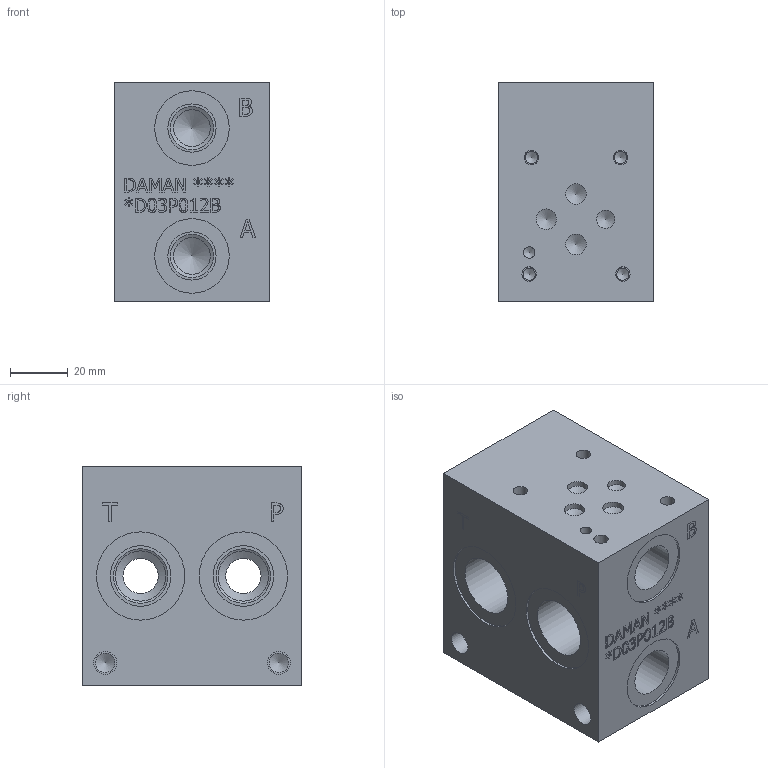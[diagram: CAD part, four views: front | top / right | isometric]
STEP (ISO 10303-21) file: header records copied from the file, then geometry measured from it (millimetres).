
FILE_DESCRIPTION(/* description */ (''),/* implementation_level */ '2;1');
FILE_NAME(/* name */ '_D03P012B.stp',/* time_stamp */ '2023-06-02T16:18:09-04:00',/* author */ ('trevorh'),/* organization */ (''),/* preprocessor_version */ 'ST-DEVELOPER v18',/* originating_system */ 'Autodesk Inventor 2020',/* authorisation */ '');
FILE_SCHEMA (('CONFIG_CONTROL_DESIGN'));
Length unit declared in the file: millimetre
Products named in the file (1): Part_AD03P012B_3D
Bounding box: 53.98 x 76.2 x 76.2 mm (x, y, z)
Volume: 264821.6 mm3; surface area: 39212.4 mm2
Topology: 1 solids, 1 shells, 499 faces, 1364 edges, 925 vertices
Faces by surface type: plane 306, bspline 123, cylinder 45, cone 25
Full cylindrical faces by diameter (mm): 3.962 x1, 4.216 x4, 5.004 x4, 6.35 x1, 6.756 x4, 7.137 x3, 8.001 x4, 12.7 x2, 15.062 x2, 16.764 x2, 17.475 x4, 18.923 x4, 21.057 x4, 25.933 x2, 30.683 x4
Entity records: 16790 total; most frequent: CARTESIAN_POINT 4373, ORIENTED_EDGE 2698, DIRECTION 2029, EDGE_CURVE 1349, LINE 931, VECTOR 931, VERTEX_POINT 925, EDGE_LOOP 576
